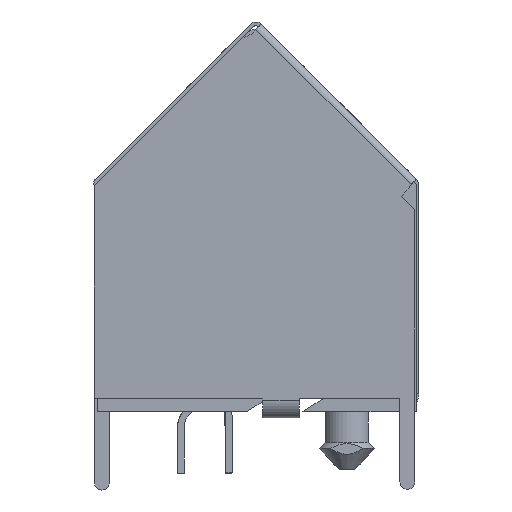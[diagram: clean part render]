
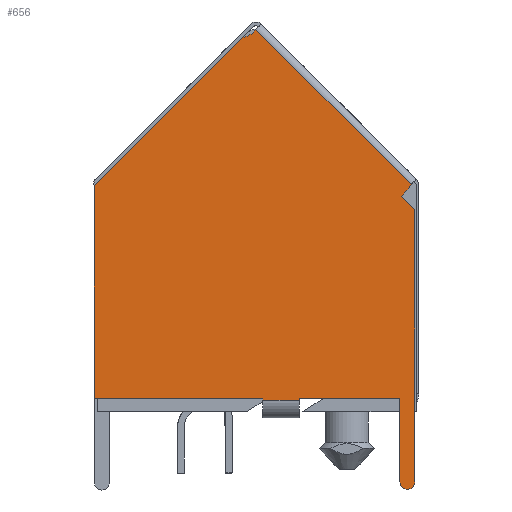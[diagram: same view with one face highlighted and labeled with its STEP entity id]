
A CAD part, front view. The second image highlights one B-rep face of the part: STEP entity #656.
In plain terms, the highlighted planar face has unit normal (0, -1, 0).
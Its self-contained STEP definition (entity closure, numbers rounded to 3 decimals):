
#656=ADVANCED_FACE('',(#1753),#1754,.T.);
#1753=FACE_OUTER_BOUND('',#2939,.T.);
#1754=PLANE('',#2940);
#2939=EDGE_LOOP('',(#7331,#7332,#7333,#7334,#7335,#7336,#7337,#7338,#7339,#7340,#7341,#7342,#7343,#7344,#7345,#7346,#7347));
#2940=AXIS2_PLACEMENT_3D('',#7348,#7349,#7350);
#7331=ORIENTED_EDGE('',*,*,#9455,.T.);
#7332=ORIENTED_EDGE('',*,*,#9522,.T.);
#7333=ORIENTED_EDGE('',*,*,#9445,.T.);
#7334=ORIENTED_EDGE('',*,*,#9521,.T.);
#7335=ORIENTED_EDGE('',*,*,#9523,.T.);
#7336=ORIENTED_EDGE('',*,*,#9524,.F.);
#7337=ORIENTED_EDGE('',*,*,#9525,.F.);
#7338=ORIENTED_EDGE('',*,*,#9358,.F.);
#7339=ORIENTED_EDGE('',*,*,#9526,.T.);
#7340=ORIENTED_EDGE('',*,*,#9326,.T.);
#7341=ORIENTED_EDGE('',*,*,#9527,.F.);
#7342=ORIENTED_EDGE('',*,*,#9528,.F.);
#7343=ORIENTED_EDGE('',*,*,#9529,.F.);
#7344=ORIENTED_EDGE('',*,*,#9530,.F.);
#7345=ORIENTED_EDGE('',*,*,#9531,.F.);
#7346=ORIENTED_EDGE('',*,*,#9532,.F.);
#7347=ORIENTED_EDGE('',*,*,#9533,.F.);
#7348=CARTESIAN_POINT('',(-0.122,-7.625,-5.38));
#7349=DIRECTION('',(0.,-1.0,0.));
#7350=DIRECTION('',(-1.0,0.,0.));
#9326=EDGE_CURVE('',#11761,#11759,#11762,.T.);
#9358=EDGE_CURVE('',#11823,#11825,#11826,.T.);
#9445=EDGE_CURVE('',#11974,#11983,#11984,.T.);
#9455=EDGE_CURVE('',#12000,#11998,#12001,.T.);
#9521=EDGE_CURVE('',#11983,#12101,#12103,.T.);
#9522=EDGE_CURVE('',#11998,#11974,#12104,.T.);
#9523=EDGE_CURVE('',#12101,#12105,#12106,.F.);
#9524=EDGE_CURVE('',#12107,#12105,#12108,.T.);
#9525=EDGE_CURVE('',#11825,#12107,#12109,.T.);
#9526=EDGE_CURVE('',#11823,#11761,#12110,.T.);
#9527=EDGE_CURVE('',#12111,#11759,#12112,.T.);
#9528=EDGE_CURVE('',#12113,#12111,#12114,.T.);
#9529=EDGE_CURVE('',#12115,#12113,#12116,.T.);
#9530=EDGE_CURVE('',#12117,#12115,#12118,.T.);
#9531=EDGE_CURVE('',#12119,#12117,#12120,.T.);
#9532=EDGE_CURVE('',#12121,#12119,#12122,.T.);
#9533=EDGE_CURVE('',#12000,#12121,#12123,.T.);
#11759=VERTEX_POINT('',#15620);
#11761=VERTEX_POINT('',#15622);
#11762=LINE('',#15623,#15624);
#11823=VERTEX_POINT('',#15702);
#11825=VERTEX_POINT('',#15705);
#11826=LINE('',#15706,#15707);
#11974=VERTEX_POINT('',#15918);
#11983=VERTEX_POINT('',#15930);
#11984=LINE('',#15931,#15932);
#11998=VERTEX_POINT('',#15952);
#12000=VERTEX_POINT('',#15955);
#12001=LINE('',#15956,#15957);
#12101=VERTEX_POINT('',#16107);
#12103=LINE('',#16110,#16111);
#12104=CIRCLE('',#16112,1.0);
#12105=VERTEX_POINT('',#16113);
#12106=CIRCLE('',#16114,1.0);
#12107=VERTEX_POINT('',#16115);
#12108=LINE('',#16116,#16117);
#12109=LINE('',#16118,#16119);
#12110=LINE('',#16120,#16121);
#12111=VERTEX_POINT('',#16122);
#12112=LINE('',#16123,#16124);
#12113=VERTEX_POINT('',#16125);
#12114=LINE('',#16126,#16127);
#12115=VERTEX_POINT('',#16128);
#12116=LINE('',#16129,#16130);
#12117=VERTEX_POINT('',#16131);
#12118=CIRCLE('',#16132,0.4);
#12119=VERTEX_POINT('',#16133);
#12120=LINE('',#16134,#16135);
#12121=VERTEX_POINT('',#16136);
#12122=LINE('',#16137,#16138);
#12123=LINE('',#16139,#16140);
#15620=CARTESIAN_POINT('',(2.268,-7.625,-5.48));
#15622=CARTESIAN_POINT('',(0.318,-7.625,-5.48));
#15623=CARTESIAN_POINT('',(0.318,-7.625,-5.48));
#15624=VECTOR('',#17896,1000.0);
#15702=CARTESIAN_POINT('',(0.318,-7.625,-5.38));
#15705=CARTESIAN_POINT('',(-8.722,-7.625,-5.38));
#15706=CARTESIAN_POINT('',(-8.722,-7.625,-5.38));
#15707=VECTOR('',#17954,1000.0);
#15918=CARTESIAN_POINT('',(8.271,-7.625,6.093));
#15930=CARTESIAN_POINT('',(-0.052,-7.625,14.417));
#15931=CARTESIAN_POINT('',(8.33,-7.625,6.035));
#15932=VECTOR('',#18081,1000.0);
#15952=CARTESIAN_POINT('',(8.048,-7.625,5.753));
#15955=CARTESIAN_POINT('',(7.764,-7.625,5.469));
#15956=CARTESIAN_POINT('',(8.478,-7.625,6.183));
#15957=VECTOR('',#18095,1000.0);
#16107=CARTESIAN_POINT('',(-0.194,-7.625,14.276));
#16110=CARTESIAN_POINT('',(0.095,-7.625,14.565));
#16111=VECTOR('',#18189,1000.0);
#16112=AXIS2_PLACEMENT_3D('',#18190,#18191,#18192);
#16113=CARTESIAN_POINT('',(-0.76,-7.625,13.993));
#16114=AXIS2_PLACEMENT_3D('',#18193,#18194,#18195);
#16115=CARTESIAN_POINT('',(-8.722,-7.625,6.03));
#16116=CARTESIAN_POINT('',(-8.722,-7.625,6.03));
#16117=VECTOR('',#18196,1000.0);
#16118=CARTESIAN_POINT('',(-8.722,-7.625,-5.38));
#16119=VECTOR('',#18197,1000.0);
#16120=CARTESIAN_POINT('',(0.318,-7.625,-5.38));
#16121=VECTOR('',#18198,1000.0);
#16122=CARTESIAN_POINT('',(2.268,-7.625,-5.38));
#16123=CARTESIAN_POINT('',(2.268,-7.625,-5.38));
#16124=VECTOR('',#18199,1000.0);
#16125=CARTESIAN_POINT('',(7.678,-7.625,-5.38));
#16126=CARTESIAN_POINT('',(-8.722,-7.625,-5.38));
#16127=VECTOR('',#18200,1000.0);
#16128=CARTESIAN_POINT('',(7.678,-7.625,-9.87));
#16129=CARTESIAN_POINT('',(7.678,-7.625,-5.38));
#16130=VECTOR('',#18201,1000.0);
#16131=CARTESIAN_POINT('',(8.478,-7.625,-9.87));
#16132=AXIS2_PLACEMENT_3D('',#18202,#18203,#18204);
#16133=CARTESIAN_POINT('',(8.478,-7.625,-5.38));
#16134=CARTESIAN_POINT('',(8.478,-7.625,-5.38));
#16135=VECTOR('',#18205,1000.0);
#16136=CARTESIAN_POINT('',(8.478,-7.625,4.756));
#16137=CARTESIAN_POINT('',(8.478,-7.625,4.756));
#16138=VECTOR('',#18206,1000.0);
#16139=CARTESIAN_POINT('',(-0.76,-7.625,13.993));
#16140=VECTOR('',#18207,1000.0);
#17896=DIRECTION('',(1.0,0.,0.));
#17954=DIRECTION('',(-1.0,0.,0.));
#18081=DIRECTION('',(-0.707,0.,0.707));
#18095=DIRECTION('',(0.707,0.,0.707));
#18189=DIRECTION('',(-0.707,0.,-0.707));
#18190=CARTESIAN_POINT('',(7.341,-7.625,6.46));
#18191=DIRECTION('',(0.,-1.0,0.));
#18192=DIRECTION('',(0.,0.,1.0));
#18193=CARTESIAN_POINT('',(-0.901,-7.625,14.983));
#18194=DIRECTION('',(0.,-1.0,0.));
#18195=DIRECTION('',(0.,0.,1.0));
#18196=DIRECTION('',(0.707,0.,0.707));
#18197=DIRECTION('',(0.,0.,1.0));
#18198=DIRECTION('',(0.,0.,-1.0));
#18199=DIRECTION('',(0.,0.,-1.0));
#18200=DIRECTION('',(-1.0,0.,0.));
#18201=DIRECTION('',(0.,0.,1.0));
#18202=CARTESIAN_POINT('',(8.078,-7.625,-9.87));
#18203=DIRECTION('',(0.,1.0,0.));
#18204=DIRECTION('',(-0.707,0.,0.707));
#18205=DIRECTION('',(0.,0.,-1.0));
#18206=DIRECTION('',(0.,0.,-1.0));
#18207=DIRECTION('',(0.707,0.,-0.707));
